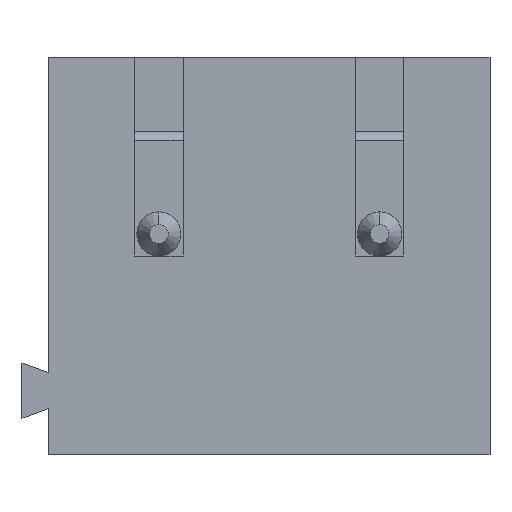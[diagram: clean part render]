
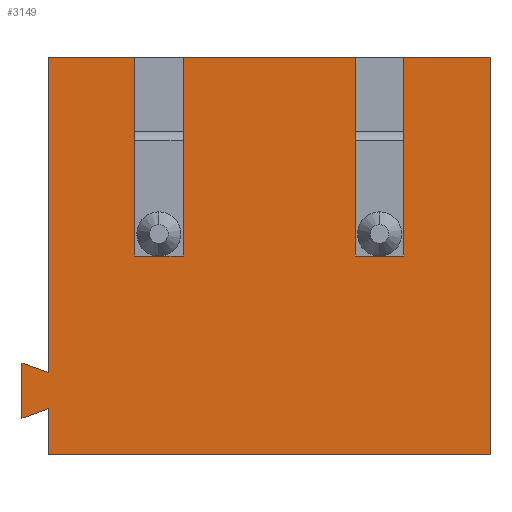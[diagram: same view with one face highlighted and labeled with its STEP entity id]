
A CAD part, front view. The second image highlights one B-rep face of the part: STEP entity #3149.
In plain terms, the highlighted planar face has unit normal (0, -1, 0).
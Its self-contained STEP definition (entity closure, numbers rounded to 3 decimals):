
#4 = CARTESIAN_POINT ( 'NONE',  ( -5., 0., 4.5 ) ) ;
#10 = LINE ( 'NONE', #3128, #221 ) ;
#39 = VERTEX_POINT ( 'NONE', #853 ) ;
#47 = CARTESIAN_POINT ( 'NONE',  ( -5., 0., 4.5 ) ) ;
#52 = CARTESIAN_POINT ( 'NONE',  ( 5., 0., -4.5 ) ) ;
#72 = CARTESIAN_POINT ( 'NONE',  ( -3.05, 0., 0. ) ) ;
#78 = DIRECTION ( 'NONE',  ( -1., 0., 0. ) ) ;
#92 = DIRECTION ( 'NONE',  ( 1., 0., 0. ) ) ;
#133 = EDGE_LOOP ( 'NONE', ( #848, #1577, #3259, #2236, #2456, #2692, #2929, #2892, #2844, #694, #1529, #2921, #2419, #2453, #2469, #1515 ) ) ;
#173 = CARTESIAN_POINT ( 'NONE',  ( -5., 0., 4.5 ) ) ;
#199 = VERTEX_POINT ( 'NONE', #3170 ) ;
#200 = EDGE_CURVE ( 'NONE', #2522, #3525, #1275, .T. ) ;
#221 = VECTOR ( 'NONE', #3847, 1000. ) ;
#252 = DIRECTION ( 'NONE',  ( 1., 0., 0. ) ) ;
#255 = VERTEX_POINT ( 'NONE', #2105 ) ;
#264 = VECTOR ( 'NONE', #3442, 1000. ) ;
#269 = LINE ( 'NONE', #3176, #3885 ) ;
#286 = VECTOR ( 'NONE', #3913, 1000. ) ;
#352 = CARTESIAN_POINT ( 'NONE',  ( -5.6, 0., -3.675 ) ) ;
#370 = EDGE_CURVE ( 'NONE', #39, #199, #3029, .T. ) ;
#388 = DIRECTION ( 'NONE',  ( 0., 0., 1. ) ) ;
#431 = VECTOR ( 'NONE', #1622, 1000. ) ;
#433 = LINE ( 'NONE', #4, #3011 ) ;
#456 = CARTESIAN_POINT ( 'NONE',  ( -5., 0., 4.5 ) ) ;
#480 = LINE ( 'NONE', #3195, #4208 ) ;
#626 = CARTESIAN_POINT ( 'NONE',  ( -5., 0., -3.457 ) ) ;
#643 = VECTOR ( 'NONE', #965, 1000. ) ;
#678 = VERTEX_POINT ( 'NONE', #173 ) ;
#694 = ORIENTED_EDGE ( 'NONE', *, *, #3991, .F. ) ;
#741 = CARTESIAN_POINT ( 'NONE',  ( 3.05, 0., 0. ) ) ;
#848 = ORIENTED_EDGE ( 'NONE', *, *, #200, .F. ) ;
#853 = CARTESIAN_POINT ( 'NONE',  ( 3.05, 0., 0. ) ) ;
#896 = CARTESIAN_POINT ( 'NONE',  ( -3.05, 0., 4.5 ) ) ;
#924 = LINE ( 'NONE', #1789, #2813 ) ;
#965 = DIRECTION ( 'NONE',  ( -0.94, 0., 0.342 ) ) ;
#1035 = CARTESIAN_POINT ( 'NONE',  ( -1.95, 0., 0. ) ) ;
#1236 = PLANE ( 'NONE',  #3539 ) ;
#1253 = CARTESIAN_POINT ( 'NONE',  ( -5., 0., -4.5 ) ) ;
#1275 = LINE ( 'NONE', #4096, #2108 ) ;
#1320 = DIRECTION ( 'NONE',  ( 1., 0., 0. ) ) ;
#1385 = EDGE_CURVE ( 'NONE', #1791, #3707, #3608, .T. ) ;
#1418 = DIRECTION ( 'NONE',  ( 0., 0., 1. ) ) ;
#1467 = EDGE_CURVE ( 'NONE', #3732, #255, #4328, .T. ) ;
#1483 = VERTEX_POINT ( 'NONE', #896 ) ;
#1515 = ORIENTED_EDGE ( 'NONE', *, *, #3121, .F. ) ;
#1529 = ORIENTED_EDGE ( 'NONE', *, *, #2587, .T. ) ;
#1577 = ORIENTED_EDGE ( 'NONE', *, *, #2333, .F. ) ;
#1610 = VECTOR ( 'NONE', #1418, 1000. ) ;
#1622 = DIRECTION ( 'NONE',  ( 0., 0., -1. ) ) ;
#1672 = DIRECTION ( 'NONE',  ( 0., 0., 1. ) ) ;
#1702 = EDGE_CURVE ( 'NONE', #255, #3855, #433, .T. ) ;
#1769 = CARTESIAN_POINT ( 'NONE',  ( 1.95, 0., 0. ) ) ;
#1789 = CARTESIAN_POINT ( 'NONE',  ( -1.95, 0., 0. ) ) ;
#1791 = VERTEX_POINT ( 'NONE', #72 ) ;
#1801 = LINE ( 'NONE', #1769, #2631 ) ;
#1855 = CARTESIAN_POINT ( 'NONE',  ( -5., 0., -2.643 ) ) ;
#2023 = CARTESIAN_POINT ( 'NONE',  ( -3.05, 0., 0. ) ) ;
#2105 = CARTESIAN_POINT ( 'NONE',  ( -5., 0., -4.5 ) ) ;
#2108 = VECTOR ( 'NONE', #1320, 1000. ) ;
#2133 = DIRECTION ( 'NONE',  ( 0., 0., 1. ) ) ;
#2160 = DIRECTION ( 'NONE',  ( 0., 0., 1. ) ) ;
#2236 = ORIENTED_EDGE ( 'NONE', *, *, #3322, .T. ) ;
#2251 = EDGE_CURVE ( 'NONE', #3920, #2820, #10, .T. ) ;
#2308 = DIRECTION ( 'NONE',  ( 0., 0., -1. ) ) ;
#2310 = FACE_OUTER_BOUND ( 'NONE', #133, .T. ) ;
#2333 = EDGE_CURVE ( 'NONE', #39, #2522, #269, .T. ) ;
#2335 = LINE ( 'NONE', #47, #1610 ) ;
#2380 = CARTESIAN_POINT ( 'NONE',  ( -5.6, 0., -2.425 ) ) ;
#2394 = EDGE_CURVE ( 'NONE', #3707, #4254, #924, .T. ) ;
#2419 = ORIENTED_EDGE ( 'NONE', *, *, #3185, .T. ) ;
#2427 = LINE ( 'NONE', #3015, #431 ) ;
#2449 = VECTOR ( 'NONE', #78, 1000. ) ;
#2451 = CARTESIAN_POINT ( 'NONE',  ( -5., 0., -3.457 ) ) ;
#2453 = ORIENTED_EDGE ( 'NONE', *, *, #1702, .F. ) ;
#2456 = ORIENTED_EDGE ( 'NONE', *, *, #3418, .F. ) ;
#2469 = ORIENTED_EDGE ( 'NONE', *, *, #1467, .F. ) ;
#2522 = VERTEX_POINT ( 'NONE', #3317 ) ;
#2587 = EDGE_CURVE ( 'NONE', #2825, #3920, #3826, .T. ) ;
#2631 = VECTOR ( 'NONE', #2133, 1000. ) ;
#2692 = ORIENTED_EDGE ( 'NONE', *, *, #2394, .F. ) ;
#2717 = VECTOR ( 'NONE', #1672, 1000. ) ;
#2813 = VECTOR ( 'NONE', #2856, 1000. ) ;
#2814 = VECTOR ( 'NONE', #252, 1000. ) ;
#2820 = VERTEX_POINT ( 'NONE', #352 ) ;
#2825 = VERTEX_POINT ( 'NONE', #1855 ) ;
#2844 = ORIENTED_EDGE ( 'NONE', *, *, #4307, .F. ) ;
#2856 = DIRECTION ( 'NONE',  ( 0., 0., 1. ) ) ;
#2892 = ORIENTED_EDGE ( 'NONE', *, *, #3914, .T. ) ;
#2921 = ORIENTED_EDGE ( 'NONE', *, *, #2251, .T. ) ;
#2929 = ORIENTED_EDGE ( 'NONE', *, *, #1385, .F. ) ;
#3011 = VECTOR ( 'NONE', #388, 1000. ) ;
#3015 = CARTESIAN_POINT ( 'NONE',  ( 5., 0., 4.5 ) ) ;
#3029 = LINE ( 'NONE', #741, #2449 ) ;
#3039 = CARTESIAN_POINT ( 'NONE',  ( -3.05, 0., 0. ) ) ;
#3121 = EDGE_CURVE ( 'NONE', #3525, #3732, #2427, .T. ) ;
#3128 = CARTESIAN_POINT ( 'NONE',  ( -5.6, 0., -3.675 ) ) ;
#3149 = ADVANCED_FACE ( 'NONE', ( #2310 ), #1236, .T. ) ;
#3170 = CARTESIAN_POINT ( 'NONE',  ( 1.95, 0., 0. ) ) ;
#3176 = CARTESIAN_POINT ( 'NONE',  ( 3.05, 0., 0. ) ) ;
#3185 = EDGE_CURVE ( 'NONE', #2820, #3855, #3823, .T. ) ;
#3195 = CARTESIAN_POINT ( 'NONE',  ( -5., 0., 4.5 ) ) ;
#3259 = ORIENTED_EDGE ( 'NONE', *, *, #370, .T. ) ;
#3317 = CARTESIAN_POINT ( 'NONE',  ( 3.05, 0., 4.5 ) ) ;
#3322 = EDGE_CURVE ( 'NONE', #199, #3930, #1801, .T. ) ;
#3418 = EDGE_CURVE ( 'NONE', #4254, #3930, #480, .T. ) ;
#3431 = CARTESIAN_POINT ( 'NONE',  ( 1.95, 0., 4.5 ) ) ;
#3442 = DIRECTION ( 'NONE',  ( 0.94, 0., 0.342 ) ) ;
#3525 = VERTEX_POINT ( 'NONE', #3577 ) ;
#3539 = AXIS2_PLACEMENT_3D ( 'NONE', #4379, #4413, #2308 ) ;
#3577 = CARTESIAN_POINT ( 'NONE',  ( 5., 0., 4.5 ) ) ;
#3608 = LINE ( 'NONE', #3039, #2814 ) ;
#3675 = LINE ( 'NONE', #456, #286 ) ;
#3707 = VERTEX_POINT ( 'NONE', #1035 ) ;
#3732 = VERTEX_POINT ( 'NONE', #52 ) ;
#3823 = LINE ( 'NONE', #626, #264 ) ;
#3826 = LINE ( 'NONE', #2380, #643 ) ;
#3847 = DIRECTION ( 'NONE',  ( 0., 0., -1. ) ) ;
#3855 = VERTEX_POINT ( 'NONE', #2451 ) ;
#3885 = VECTOR ( 'NONE', #2160, 1000. ) ;
#3913 = DIRECTION ( 'NONE',  ( 1., 0., 0. ) ) ;
#3914 = EDGE_CURVE ( 'NONE', #1791, #1483, #4232, .T. ) ;
#3920 = VERTEX_POINT ( 'NONE', #4127 ) ;
#3930 = VERTEX_POINT ( 'NONE', #3431 ) ;
#3941 = VECTOR ( 'NONE', #4381, 1000. ) ;
#3991 = EDGE_CURVE ( 'NONE', #2825, #678, #2335, .T. ) ;
#4096 = CARTESIAN_POINT ( 'NONE',  ( -5., 0., 4.5 ) ) ;
#4127 = CARTESIAN_POINT ( 'NONE',  ( -5.6, 0., -2.425 ) ) ;
#4194 = CARTESIAN_POINT ( 'NONE',  ( -1.95, 0., 4.5 ) ) ;
#4208 = VECTOR ( 'NONE', #92, 1000. ) ;
#4232 = LINE ( 'NONE', #2023, #2717 ) ;
#4254 = VERTEX_POINT ( 'NONE', #4194 ) ;
#4307 = EDGE_CURVE ( 'NONE', #678, #1483, #3675, .T. ) ;
#4328 = LINE ( 'NONE', #1253, #3941 ) ;
#4379 = CARTESIAN_POINT ( 'NONE',  ( 0., 0., 0. ) ) ;
#4381 = DIRECTION ( 'NONE',  ( -1., 0., 0. ) ) ;
#4413 = DIRECTION ( 'NONE',  ( 0., -1., 0. ) ) ;
